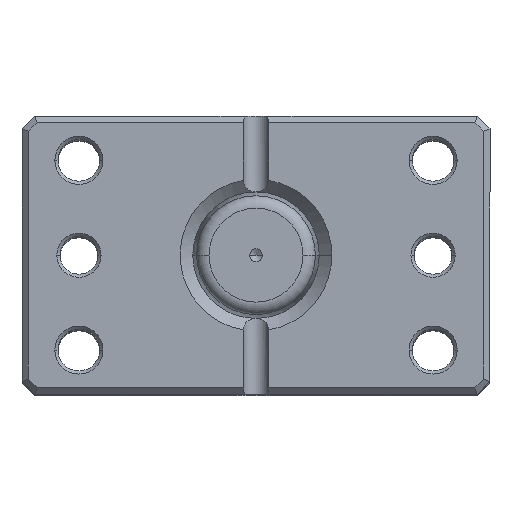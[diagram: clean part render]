
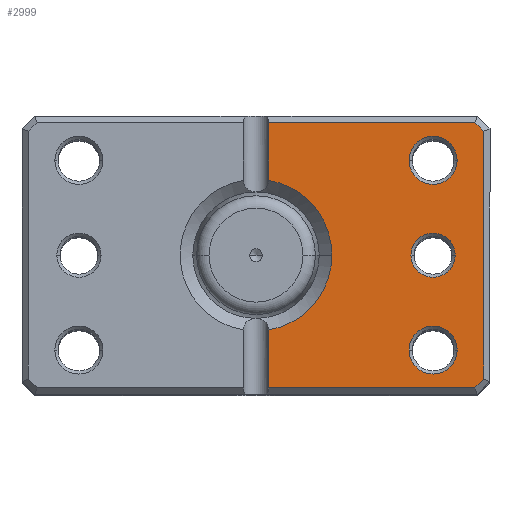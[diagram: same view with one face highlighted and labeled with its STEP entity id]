
A CAD part, top view. The second image highlights one B-rep face of the part: STEP entity #2999.
In plain terms, the highlighted face is planar.
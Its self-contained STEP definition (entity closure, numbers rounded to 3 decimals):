
#13 = DIRECTION ( 'NONE',  ( 0.707, 0.707, 0. ) ) ;
#32 = CARTESIAN_POINT ( 'NONE',  ( -36., -19.586, 0. ) ) ;
#59 = CARTESIAN_POINT ( 'NONE',  ( -27.793, 27.793, 0. ) ) ;
#142 = VERTEX_POINT ( 'NONE', #32 ) ;
#198 = EDGE_CURVE ( 'NONE', #142, #3245, #6272, .T. ) ;
#226 = LINE ( 'NONE', #2739, #2518 ) ;
#248 = ORIENTED_EDGE ( 'NONE', *, *, #2361, .T. ) ;
#388 = VERTEX_POINT ( 'NONE', #4378 ) ;
#412 = EDGE_CURVE ( 'NONE', #5381, #142, #2558, .T. ) ;
#509 = VERTEX_POINT ( 'NONE', #6692 ) ;
#641 = EDGE_LOOP ( 'NONE', ( #6759, #2285 ) ) ;
#649 = CARTESIAN_POINT ( 'NONE',  ( 0., 0., 0. ) ) ;
#702 = CARTESIAN_POINT ( 'NONE',  ( 0., 0., 0. ) ) ;
#839 = AXIS2_PLACEMENT_3D ( 'NONE', #6032, #2803, #6583 ) ;
#903 = DIRECTION ( 'NONE',  ( 0., 0., 1. ) ) ;
#921 = VECTOR ( 'NONE', #6386, 1000. ) ;
#997 = CARTESIAN_POINT ( 'NONE',  ( -31.5, 0., 0. ) ) ;
#1101 = EDGE_LOOP ( 'NONE', ( #6419, #3398 ) ) ;
#1117 = DIRECTION ( 'NONE',  ( 0., 0., 1. ) ) ;
#1121 = VERTEX_POINT ( 'NONE', #5522 ) ;
#1124 = CARTESIAN_POINT ( 'NONE',  ( -24.2, -15., 0. ) ) ;
#1190 = DIRECTION ( 'NONE',  ( 1., 0., 0. ) ) ;
#1243 = EDGE_CURVE ( 'NONE', #5767, #1121, #4555, .T. ) ;
#1244 = CARTESIAN_POINT ( 'NONE',  ( -28., -15., 0. ) ) ;
#1276 = ORIENTED_EDGE ( 'NONE', *, *, #2430, .T. ) ;
#1403 = AXIS2_PLACEMENT_3D ( 'NONE', #5394, #2165, #5932 ) ;
#1449 = ORIENTED_EDGE ( 'NONE', *, *, #1994, .T. ) ;
#1604 = ORIENTED_EDGE ( 'NONE', *, *, #2880, .T. ) ;
#1609 = CARTESIAN_POINT ( 'NONE',  ( -2., 11.832, 0. ) ) ;
#1652 = DIRECTION ( 'NONE',  ( 0., 1., 0. ) ) ;
#1675 = DIRECTION ( 'NONE',  ( 0., -1., 0. ) ) ;
#1683 = PLANE ( 'NONE',  #5968 ) ;
#1792 = DIRECTION ( 'NONE',  ( 1., 0., 0. ) ) ;
#1966 = CARTESIAN_POINT ( 'NONE',  ( -28., 15., 0. ) ) ;
#1978 = VECTOR ( 'NONE', #1652, 1000. ) ;
#1993 = FACE_OUTER_BOUND ( 'NONE', #4751, .T. ) ;
#1994 = EDGE_CURVE ( 'NONE', #2539, #6127, #6235, .T. ) ;
#2092 = LINE ( 'NONE', #3407, #6232 ) ;
#2165 = DIRECTION ( 'NONE',  ( 0., 0., 1. ) ) ;
#2218 = DIRECTION ( 'NONE',  ( 1., 0., 0. ) ) ;
#2285 = ORIENTED_EDGE ( 'NONE', *, *, #5245, .T. ) ;
#2361 = EDGE_CURVE ( 'NONE', #388, #2539, #2092, .T. ) ;
#2430 = EDGE_CURVE ( 'NONE', #3293, #5254, #6095, .T. ) ;
#2443 = AXIS2_PLACEMENT_3D ( 'NONE', #702, #4418, #1190 ) ;
#2495 = DIRECTION ( 'NONE',  ( 1., 0., 0. ) ) ;
#2518 = VECTOR ( 'NONE', #6507, 1000. ) ;
#2539 = VERTEX_POINT ( 'NONE', #1609 ) ;
#2558 = LINE ( 'NONE', #4450, #3658 ) ;
#2630 = CARTESIAN_POINT ( 'NONE',  ( -24.2, 15., 0. ) ) ;
#2713 = AXIS2_PLACEMENT_3D ( 'NONE', #1966, #5713, #2495 ) ;
#2739 = CARTESIAN_POINT ( 'NONE',  ( 0., 21., 0. ) ) ;
#2785 = CIRCLE ( 'NONE', #6523, 3.5 ) ;
#2803 = DIRECTION ( 'NONE',  ( 0., 0., 1. ) ) ;
#2841 = VERTEX_POINT ( 'NONE', #997 ) ;
#2861 = ORIENTED_EDGE ( 'NONE', *, *, #5270, .T. ) ;
#2880 = EDGE_CURVE ( 'NONE', #3245, #509, #6799, .T. ) ;
#2999 = ADVANCED_FACE ( 'NONE', ( #4851, #5018, #3432, #1993 ), #1683, .F. ) ;
#3039 = CIRCLE ( 'NONE', #4267, 3.8 ) ;
#3050 = ORIENTED_EDGE ( 'NONE', *, *, #1243, .T. ) ;
#3200 = CARTESIAN_POINT ( 'NONE',  ( -12., 0., 0. ) ) ;
#3224 = ORIENTED_EDGE ( 'NONE', *, *, #5579, .T. ) ;
#3245 = VERTEX_POINT ( 'NONE', #3523 ) ;
#3293 = VERTEX_POINT ( 'NONE', #6787 ) ;
#3364 = VECTOR ( 'NONE', #5533, 1000. ) ;
#3398 = ORIENTED_EDGE ( 'NONE', *, *, #6930, .T. ) ;
#3407 = CARTESIAN_POINT ( 'NONE',  ( -2., 22., 0. ) ) ;
#3432 = FACE_BOUND ( 'NONE', #5432, .T. ) ;
#3523 = CARTESIAN_POINT ( 'NONE',  ( -36., 19.586, 0. ) ) ;
#3658 = VECTOR ( 'NONE', #4405, 1000. ) ;
#3699 = CARTESIAN_POINT ( 'NONE',  ( 0., -21., 0. ) ) ;
#3746 = LINE ( 'NONE', #3699, #921 ) ;
#3769 = CARTESIAN_POINT ( 'NONE',  ( 0., 0., 0. ) ) ;
#3778 = EDGE_CURVE ( 'NONE', #5254, #5381, #3746, .T. ) ;
#3976 = ORIENTED_EDGE ( 'NONE', *, *, #3778, .T. ) ;
#4034 = VERTEX_POINT ( 'NONE', #6722 ) ;
#4076 = CARTESIAN_POINT ( 'NONE',  ( -28., 0., 0. ) ) ;
#4092 = EDGE_CURVE ( 'NONE', #2841, #4034, #2785, .T. ) ;
#4114 = CIRCLE ( 'NONE', #1403, 3.5 ) ;
#4267 = AXIS2_PLACEMENT_3D ( 'NONE', #1244, #5006, #1792 ) ;
#4272 = DIRECTION ( 'NONE',  ( 1., 0., 0. ) ) ;
#4348 = AXIS2_PLACEMENT_3D ( 'NONE', #4932, #4976, #6016 ) ;
#4378 = CARTESIAN_POINT ( 'NONE',  ( -2., 21., 0. ) ) ;
#4405 = DIRECTION ( 'NONE',  ( -0.707, 0.707, 0. ) ) ;
#4418 = DIRECTION ( 'NONE',  ( 0., 0., 1. ) ) ;
#4450 = CARTESIAN_POINT ( 'NONE',  ( -27.793, -27.793, 0. ) ) ;
#4555 = CIRCLE ( 'NONE', #4348, 3.8 ) ;
#4625 = DIRECTION ( 'NONE',  ( 1., 0., 0. ) ) ;
#4718 = CARTESIAN_POINT ( 'NONE',  ( -36., 0., 0. ) ) ;
#4751 = EDGE_LOOP ( 'NONE', ( #248, #1449, #5570, #1276, #3976, #6069, #5888, #1604, #2861 ) ) ;
#4756 = EDGE_CURVE ( 'NONE', #5331, #6848, #3039, .T. ) ;
#4851 = FACE_BOUND ( 'NONE', #641, .T. ) ;
#4932 = CARTESIAN_POINT ( 'NONE',  ( -28., 15., 0. ) ) ;
#4976 = DIRECTION ( 'NONE',  ( 0., 0., 1. ) ) ;
#5006 = DIRECTION ( 'NONE',  ( 0., 0., 1. ) ) ;
#5018 = FACE_BOUND ( 'NONE', #1101, .T. ) ;
#5123 = CIRCLE ( 'NONE', #2713, 3.8 ) ;
#5245 = EDGE_CURVE ( 'NONE', #4034, #2841, #4114, .T. ) ;
#5254 = VERTEX_POINT ( 'NONE', #6487 ) ;
#5270 = EDGE_CURVE ( 'NONE', #509, #388, #226, .T. ) ;
#5331 = VERTEX_POINT ( 'NONE', #6598 ) ;
#5381 = VERTEX_POINT ( 'NONE', #6671 ) ;
#5394 = CARTESIAN_POINT ( 'NONE',  ( -28., 0., 0. ) ) ;
#5432 = EDGE_LOOP ( 'NONE', ( #3224, #3050 ) ) ;
#5446 = DIRECTION ( 'NONE',  ( 0., 0., 1. ) ) ;
#5522 = CARTESIAN_POINT ( 'NONE',  ( -31.8, 15., 0. ) ) ;
#5524 = VECTOR ( 'NONE', #13, 1000. ) ;
#5533 = DIRECTION ( 'NONE',  ( 0., -1., 0. ) ) ;
#5570 = ORIENTED_EDGE ( 'NONE', *, *, #6320, .T. ) ;
#5579 = EDGE_CURVE ( 'NONE', #1121, #5767, #5123, .T. ) ;
#5673 = CIRCLE ( 'NONE', #2443, 12. ) ;
#5713 = DIRECTION ( 'NONE',  ( 0., 0., 1. ) ) ;
#5748 = AXIS2_PLACEMENT_3D ( 'NONE', #3769, #1117, #4272 ) ;
#5767 = VERTEX_POINT ( 'NONE', #2630 ) ;
#5888 = ORIENTED_EDGE ( 'NONE', *, *, #198, .T. ) ;
#5932 = DIRECTION ( 'NONE',  ( 1., 0., 0. ) ) ;
#5968 = AXIS2_PLACEMENT_3D ( 'NONE', #649, #5446, #2218 ) ;
#6016 = DIRECTION ( 'NONE',  ( 1., 0., 0. ) ) ;
#6032 = CARTESIAN_POINT ( 'NONE',  ( -28., -15., 0. ) ) ;
#6069 = ORIENTED_EDGE ( 'NONE', *, *, #412, .T. ) ;
#6080 = CARTESIAN_POINT ( 'NONE',  ( -2., 22., 0. ) ) ;
#6095 = LINE ( 'NONE', #6080, #3364 ) ;
#6127 = VERTEX_POINT ( 'NONE', #3200 ) ;
#6232 = VECTOR ( 'NONE', #1675, 1000. ) ;
#6235 = CIRCLE ( 'NONE', #5748, 12. ) ;
#6267 = CIRCLE ( 'NONE', #839, 3.8 ) ;
#6272 = LINE ( 'NONE', #4718, #1978 ) ;
#6320 = EDGE_CURVE ( 'NONE', #6127, #3293, #5673, .T. ) ;
#6386 = DIRECTION ( 'NONE',  ( -1., 0., 0. ) ) ;
#6419 = ORIENTED_EDGE ( 'NONE', *, *, #4756, .T. ) ;
#6487 = CARTESIAN_POINT ( 'NONE',  ( -2., -21., 0. ) ) ;
#6507 = DIRECTION ( 'NONE',  ( 1., 0., 0. ) ) ;
#6523 = AXIS2_PLACEMENT_3D ( 'NONE', #4076, #903, #4625 ) ;
#6583 = DIRECTION ( 'NONE',  ( 1., 0., 0. ) ) ;
#6598 = CARTESIAN_POINT ( 'NONE',  ( -31.8, -15., 0. ) ) ;
#6671 = CARTESIAN_POINT ( 'NONE',  ( -34.586, -21., 0. ) ) ;
#6692 = CARTESIAN_POINT ( 'NONE',  ( -34.586, 21., 0. ) ) ;
#6722 = CARTESIAN_POINT ( 'NONE',  ( -24.5, 0., 0. ) ) ;
#6759 = ORIENTED_EDGE ( 'NONE', *, *, #4092, .T. ) ;
#6787 = CARTESIAN_POINT ( 'NONE',  ( -2., -11.832, 0. ) ) ;
#6799 = LINE ( 'NONE', #59, #5524 ) ;
#6848 = VERTEX_POINT ( 'NONE', #1124 ) ;
#6930 = EDGE_CURVE ( 'NONE', #6848, #5331, #6267, .T. ) ;
